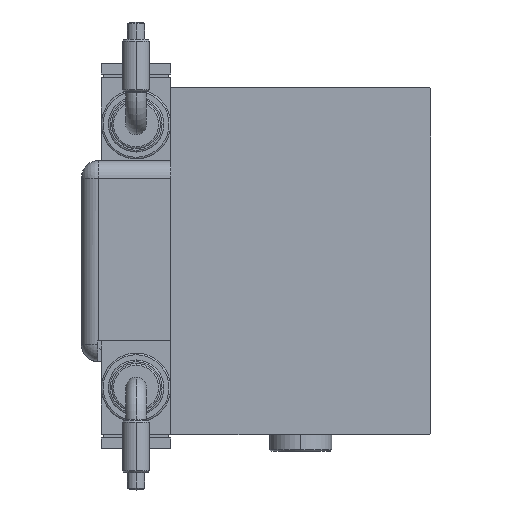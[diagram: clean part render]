
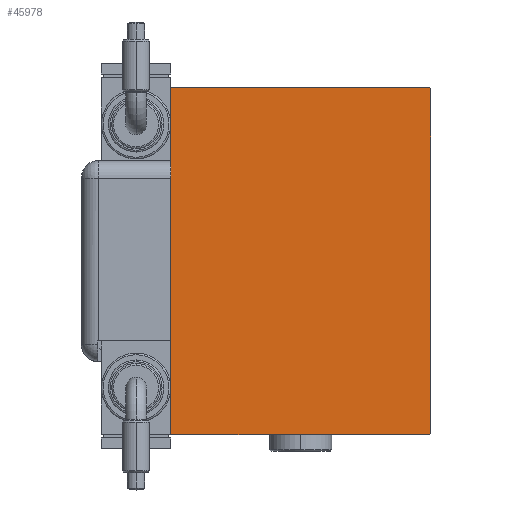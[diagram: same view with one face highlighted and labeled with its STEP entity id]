
A CAD part, left-side view. The second image highlights one B-rep face of the part: STEP entity #45978.
In plain terms, the highlighted face is planar.
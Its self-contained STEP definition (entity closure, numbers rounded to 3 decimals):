
#1602 = FACE_OUTER_BOUND ( 'NONE', #35594, .T. ) ;
#1605 = ORIENTED_EDGE ( 'NONE', *, *, #54398, .T. ) ;
#2403 = EDGE_CURVE ( 'NONE', #28076, #59858, #17099, .T. ) ;
#3009 = CARTESIAN_POINT ( 'NONE',  ( 193., -37.5, 49.7 ) ) ;
#3601 = DIRECTION ( 'NONE',  ( 0., 0.707, 0.707 ) ) ;
#4663 = AXIS2_PLACEMENT_3D ( 'NONE', #44920, #25599, #34648 ) ;
#4685 = VERTEX_POINT ( 'NONE', #30962 ) ;
#6737 = DIRECTION ( 'NONE',  ( 0., 1., 0. ) ) ;
#7060 = VERTEX_POINT ( 'NONE', #56040 ) ;
#9992 = LINE ( 'NONE', #43051, #35944 ) ;
#11168 = ORIENTED_EDGE ( 'NONE', *, *, #26755, .T. ) ;
#11261 = PLANE ( 'NONE',  #4663 ) ;
#14170 = VERTEX_POINT ( 'NONE', #41818 ) ;
#14447 = CARTESIAN_POINT ( 'NONE',  ( 193., 37.5, 50. ) ) ;
#15265 = DIRECTION ( 'NONE',  ( 0., 0.707, -0.707 ) ) ;
#15663 = DIRECTION ( 'NONE',  ( 0., -1., 0. ) ) ;
#16529 = DIRECTION ( 'NONE',  ( 0., -0.707, 0.707 ) ) ;
#17099 = LINE ( 'NONE', #56420, #23414 ) ;
#17610 = LINE ( 'NONE', #46310, #59210 ) ;
#17619 = LINE ( 'NONE', #51310, #28762 ) ;
#21823 = LINE ( 'NONE', #40848, #40020 ) ;
#22149 = CARTESIAN_POINT ( 'NONE',  ( 193., -37.2, -50. ) ) ;
#23414 = VECTOR ( 'NONE', #55483, 1000. ) ;
#25599 = DIRECTION ( 'NONE',  ( 1., 0., 0. ) ) ;
#26755 = EDGE_CURVE ( 'NONE', #14170, #43450, #9992, .T. ) ;
#27297 = DIRECTION ( 'NONE',  ( 0., 0., 1. ) ) ;
#28076 = VERTEX_POINT ( 'NONE', #30711 ) ;
#28402 = CARTESIAN_POINT ( 'NONE',  ( 193., -37.5, 50. ) ) ;
#28762 = VECTOR ( 'NONE', #27297, 1000. ) ;
#29806 = VERTEX_POINT ( 'NONE', #48313 ) ;
#30711 = CARTESIAN_POINT ( 'NONE',  ( 193., -37.2, 50. ) ) ;
#30962 = CARTESIAN_POINT ( 'NONE',  ( 193., 37.5, 49.7 ) ) ;
#32328 = EDGE_CURVE ( 'NONE', #43450, #29806, #58492, .T. ) ;
#34138 = VECTOR ( 'NONE', #47429, 1000. ) ;
#34648 = DIRECTION ( 'NONE',  ( 0., 0., -1. ) ) ;
#35357 = EDGE_CURVE ( 'NONE', #29806, #7060, #17610, .T. ) ;
#35594 = EDGE_LOOP ( 'NONE', ( #45139, #60091, #57231, #1605, #58213, #57894, #44843, #11168 ) ) ;
#35944 = VECTOR ( 'NONE', #15265, 1000. ) ;
#36520 = CARTESIAN_POINT ( 'NONE',  ( 193., 37.2, 50. ) ) ;
#39672 = EDGE_CURVE ( 'NONE', #59195, #28076, #57497, .T. ) ;
#40020 = VECTOR ( 'NONE', #16529, 1000. ) ;
#40083 = CARTESIAN_POINT ( 'NONE',  ( 193., -37.5, -50. ) ) ;
#40848 = CARTESIAN_POINT ( 'NONE',  ( 193., 43.6, 43.6 ) ) ;
#41818 = CARTESIAN_POINT ( 'NONE',  ( 193., -37.5, -49.7 ) ) ;
#43051 = CARTESIAN_POINT ( 'NONE',  ( 193., -43.6, -43.6 ) ) ;
#43450 = VERTEX_POINT ( 'NONE', #22149 ) ;
#44843 = ORIENTED_EDGE ( 'NONE', *, *, #60181, .T. ) ;
#44920 = CARTESIAN_POINT ( 'NONE',  ( 193., 0., 0. ) ) ;
#45139 = ORIENTED_EDGE ( 'NONE', *, *, #32328, .T. ) ;
#45978 = ADVANCED_FACE ( 'NONE', ( #1602 ), #11261, .T. ) ;
#46310 = CARTESIAN_POINT ( 'NONE',  ( 193., 43.6, -43.6 ) ) ;
#47429 = DIRECTION ( 'NONE',  ( 0., 0., -1. ) ) ;
#47894 = EDGE_CURVE ( 'NONE', #7060, #4685, #17619, .T. ) ;
#48043 = LINE ( 'NONE', #28402, #34138 ) ;
#48313 = CARTESIAN_POINT ( 'NONE',  ( 193., 37.2, -50. ) ) ;
#51252 = VECTOR ( 'NONE', #15663, 1000. ) ;
#51310 = CARTESIAN_POINT ( 'NONE',  ( 193., 37.5, -50. ) ) ;
#54398 = EDGE_CURVE ( 'NONE', #4685, #59195, #21823, .T. ) ;
#55483 = DIRECTION ( 'NONE',  ( 0., -0.707, -0.707 ) ) ;
#56040 = CARTESIAN_POINT ( 'NONE',  ( 193., 37.5, -49.7 ) ) ;
#56420 = CARTESIAN_POINT ( 'NONE',  ( 193., -43.6, 43.6 ) ) ;
#57231 = ORIENTED_EDGE ( 'NONE', *, *, #47894, .T. ) ;
#57497 = LINE ( 'NONE', #14447, #51252 ) ;
#57894 = ORIENTED_EDGE ( 'NONE', *, *, #2403, .T. ) ;
#58213 = ORIENTED_EDGE ( 'NONE', *, *, #39672, .T. ) ;
#58492 = LINE ( 'NONE', #40083, #59080 ) ;
#59080 = VECTOR ( 'NONE', #6737, 1000. ) ;
#59195 = VERTEX_POINT ( 'NONE', #36520 ) ;
#59210 = VECTOR ( 'NONE', #3601, 1000. ) ;
#59858 = VERTEX_POINT ( 'NONE', #3009 ) ;
#60091 = ORIENTED_EDGE ( 'NONE', *, *, #35357, .T. ) ;
#60181 = EDGE_CURVE ( 'NONE', #59858, #14170, #48043, .T. ) ;
